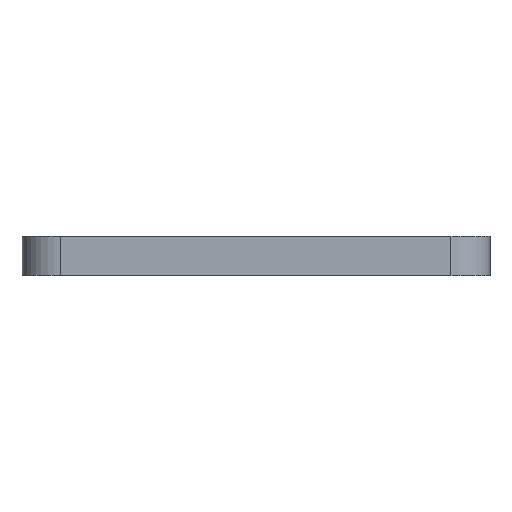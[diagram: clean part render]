
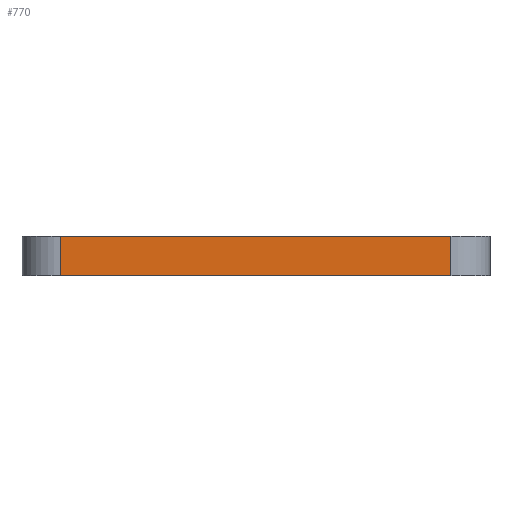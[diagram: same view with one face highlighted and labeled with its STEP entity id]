
A CAD part, left-side view. The second image highlights one B-rep face of the part: STEP entity #770.
In plain terms, the highlighted planar face has unit normal (-1, 0, 0).
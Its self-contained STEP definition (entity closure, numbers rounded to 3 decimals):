
#5 = VECTOR ( 'NONE', #1212, 1000. ) ;
#81 = LINE ( 'NONE', #257, #5 ) ;
#109 = VERTEX_POINT ( 'NONE', #417 ) ;
#188 = ORIENTED_EDGE ( 'NONE', *, *, #1223, .T. ) ;
#200 = CARTESIAN_POINT ( 'NONE',  ( -4., -2., 2. ) ) ;
#235 = CARTESIAN_POINT ( 'NONE',  ( -4., 18., 2. ) ) ;
#257 = CARTESIAN_POINT ( 'NONE',  ( -4., 20., 0. ) ) ;
#304 = CARTESIAN_POINT ( 'NONE',  ( -4., 18., 0. ) ) ;
#326 = LINE ( 'NONE', #927, #1659 ) ;
#417 = CARTESIAN_POINT ( 'NONE',  ( -4., -2., 0. ) ) ;
#464 = CARTESIAN_POINT ( 'NONE',  ( -4., 20., 2. ) ) ;
#498 = AXIS2_PLACEMENT_3D ( 'NONE', #678, #1596, #807 ) ;
#606 = VERTEX_POINT ( 'NONE', #1554 ) ;
#611 = EDGE_CURVE ( 'NONE', #1180, #109, #81, .T. ) ;
#664 = ORIENTED_EDGE ( 'NONE', *, *, #942, .F. ) ;
#678 = CARTESIAN_POINT ( 'NONE',  ( -4., 20., 2. ) ) ;
#714 = LINE ( 'NONE', #464, #1407 ) ;
#744 = VERTEX_POINT ( 'NONE', #200 ) ;
#770 = ADVANCED_FACE ( 'NONE', ( #1121 ), #1462, .F. ) ;
#807 = DIRECTION ( 'NONE',  ( 0., 1., 0. ) ) ;
#905 = ORIENTED_EDGE ( 'NONE', *, *, #611, .T. ) ;
#927 = CARTESIAN_POINT ( 'NONE',  ( -4., -2., 2. ) ) ;
#942 = EDGE_CURVE ( 'NONE', #606, #744, #714, .T. ) ;
#1010 = EDGE_CURVE ( 'NONE', #606, #1180, #1637, .T. ) ;
#1057 = EDGE_LOOP ( 'NONE', ( #905, #188, #664, #1274 ) ) ;
#1121 = FACE_OUTER_BOUND ( 'NONE', #1057, .T. ) ;
#1180 = VERTEX_POINT ( 'NONE', #304 ) ;
#1212 = DIRECTION ( 'NONE',  ( 0., -1., 0. ) ) ;
#1223 = EDGE_CURVE ( 'NONE', #109, #744, #326, .T. ) ;
#1241 = DIRECTION ( 'NONE',  ( 0., -1., 0. ) ) ;
#1274 = ORIENTED_EDGE ( 'NONE', *, *, #1010, .T. ) ;
#1282 = VECTOR ( 'NONE', #1523, 1000. ) ;
#1329 = DIRECTION ( 'NONE',  ( 0., 0., 1. ) ) ;
#1407 = VECTOR ( 'NONE', #1241, 1000. ) ;
#1462 = PLANE ( 'NONE',  #498 ) ;
#1523 = DIRECTION ( 'NONE',  ( 0., 0., -1. ) ) ;
#1554 = CARTESIAN_POINT ( 'NONE',  ( -4., 18., 2. ) ) ;
#1596 = DIRECTION ( 'NONE',  ( 1., 0., 0. ) ) ;
#1637 = LINE ( 'NONE', #235, #1282 ) ;
#1659 = VECTOR ( 'NONE', #1329, 1000. ) ;
